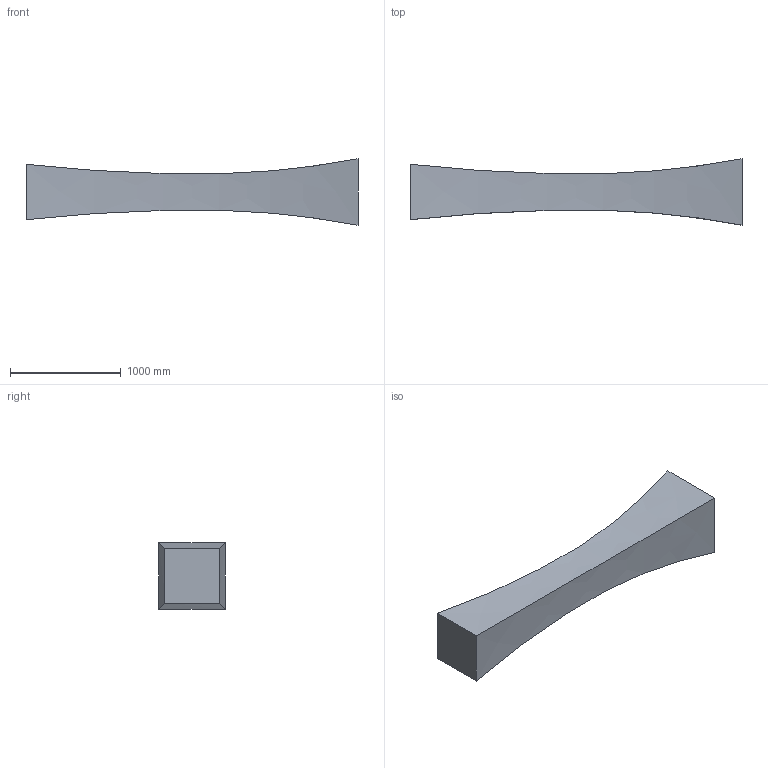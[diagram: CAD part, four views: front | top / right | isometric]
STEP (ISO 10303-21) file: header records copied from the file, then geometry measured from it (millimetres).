
FILE_DESCRIPTION(/* description */ (''),/* implementation_level */ '2;1');
FILE_NAME(/* name */ 'windTunnelHole.stp',/* time_stamp */ '2025-05-27T10:59:25+07:00',/* author */ ('deniatmojoo'),/* organization */ (''),/* preprocessor_version */ 'ST-DEVELOPER v20.1',/* originating_system */ 'Autodesk Inventor 2026',/* authorisation */ '');
FILE_SCHEMA (('AUTOMOTIVE_DESIGN { 1 0 10303 214 3 1 1 }'));
Length unit declared in the file: millimetre
Products named in the file (1): windTunnelHole
Bounding box: 3000 x 600 x 600 mm (x, y, z)
Volume: 492313313.5 mm3; surface area: 5631000.9 mm2
Topology: 1 solids, 2 shells, 10 faces, 18 edges, 12 vertices
Faces by surface type: bspline 6, plane 4
Entity records: 547 total; most frequent: CARTESIAN_POINT 339, ORIENTED_EDGE 36, DIRECTION 20, EDGE_CURVE 18, VERTEX_POINT 12, FACE_OUTER_BOUND 10, EDGE_LOOP 10, LINE 10
